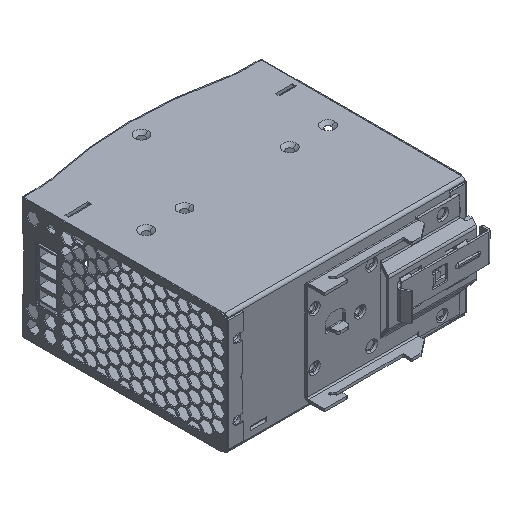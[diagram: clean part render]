
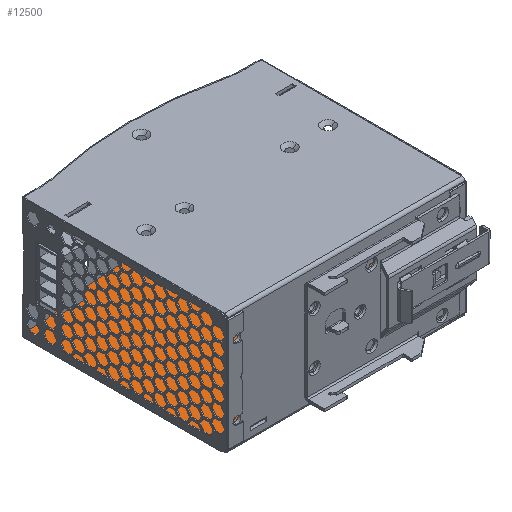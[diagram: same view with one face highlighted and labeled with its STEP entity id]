
A CAD part, isometric view. The second image highlights one B-rep face of the part: STEP entity #12500.
In plain terms, the highlighted planar face has unit normal (0, 0, 1).
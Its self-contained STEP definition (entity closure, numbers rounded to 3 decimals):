
#270 = VECTOR ( 'NONE', #30096, 1000. ) ;
#1254 = DIRECTION ( 'NONE',  ( 0., 0., -1. ) ) ;
#1442 = VECTOR ( 'NONE', #36441, 1000. ) ;
#2279 = EDGE_CURVE ( 'NONE', #21720, #16570, #16877, .T. ) ;
#2382 = DIRECTION ( 'NONE',  ( 0., -1., 0. ) ) ;
#2442 = DIRECTION ( 'NONE',  ( 0., -1., 0. ) ) ;
#4542 = CARTESIAN_POINT ( 'NONE',  ( -116.02, 106.5, -30. ) ) ;
#4926 = LINE ( 'NONE', #9788, #1442 ) ;
#5113 = DIRECTION ( 'NONE',  ( 0., -1., 0. ) ) ;
#5769 = CARTESIAN_POINT ( 'NONE',  ( -62., -83.676, -30. ) ) ;
#6361 = ORIENTED_EDGE ( 'NONE', *, *, #13496, .F. ) ;
#8031 = AXIS2_PLACEMENT_3D ( 'NONE', #28451, #28789, #2442 ) ;
#8996 = VECTOR ( 'NONE', #5113, 1000. ) ;
#9788 = CARTESIAN_POINT ( 'NONE',  ( -124.2, 106.5, -30. ) ) ;
#10737 = EDGE_CURVE ( 'NONE', #34310, #15092, #60881, .T. ) ;
#11441 = AXIS2_PLACEMENT_3D ( 'NONE', #13482, #56117, #2382 ) ;
#12500 = ADVANCED_FACE ( 'NONE', ( #18677, #49219 ), #44009, .T. ) ;
#13386 = VERTEX_POINT ( 'NONE', #44699 ) ;
#13474 = VECTOR ( 'NONE', #18376, 1000. ) ;
#13482 = CARTESIAN_POINT ( 'NONE',  ( -124.2, 1.5, -30. ) ) ;
#13496 = EDGE_CURVE ( 'NONE', #16570, #13386, #14161, .T. ) ;
#14161 = LINE ( 'NONE', #66514, #270 ) ;
#15092 = VERTEX_POINT ( 'NONE', #67816 ) ;
#16570 = VERTEX_POINT ( 'NONE', #28263 ) ;
#16877 = CIRCLE ( 'NONE', #8031, 50. ) ;
#17220 = CARTESIAN_POINT ( 'NONE',  ( -59.5, 107.5, -30. ) ) ;
#17581 = EDGE_CURVE ( 'NONE', #15092, #21720, #44720, .T. ) ;
#17840 = VECTOR ( 'NONE', #42568, 1000. ) ;
#18376 = DIRECTION ( 'NONE',  ( 1., 0., 0. ) ) ;
#18677 = FACE_BOUND ( 'NONE', #35769, .T. ) ;
#21720 = VERTEX_POINT ( 'NONE', #47293 ) ;
#22126 = ORIENTED_EDGE ( 'NONE', *, *, #2279, .F. ) ;
#22394 = DIRECTION ( 'NONE',  ( 0., -1., 0. ) ) ;
#22591 = ORIENTED_EDGE ( 'NONE', *, *, #65934, .F. ) ;
#24244 = LINE ( 'NONE', #61356, #13474 ) ;
#26038 = EDGE_LOOP ( 'NONE', ( #22591, #49662, #49102, #36372, #6361, #22126, #42911, #37073 ) ) ;
#28263 = CARTESIAN_POINT ( 'NONE',  ( -7.98, 106.5, -30. ) ) ;
#28451 = CARTESIAN_POINT ( 'NONE',  ( -7.98, 156.5, -30. ) ) ;
#28789 = DIRECTION ( 'NONE',  ( 0., 0., 1. ) ) ;
#29436 = CARTESIAN_POINT ( 'NONE',  ( 0., 1.5, -30. ) ) ;
#29624 = DIRECTION ( 'NONE',  ( 0., 0., -1. ) ) ;
#30010 = VERTEX_POINT ( 'NONE', #65854 ) ;
#30096 = DIRECTION ( 'NONE',  ( 1., 0., 0. ) ) ;
#30395 = ORIENTED_EDGE ( 'NONE', *, *, #65482, .T. ) ;
#31859 = VERTEX_POINT ( 'NONE', #62644 ) ;
#34310 = VERTEX_POINT ( 'NONE', #4542 ) ;
#35769 = EDGE_LOOP ( 'NONE', ( #57268, #30395 ) ) ;
#36372 = ORIENTED_EDGE ( 'NONE', *, *, #46689, .F. ) ;
#36441 = DIRECTION ( 'NONE',  ( 1., 0., 0. ) ) ;
#36628 = CARTESIAN_POINT ( 'NONE',  ( 0., 1.5, -30. ) ) ;
#37073 = ORIENTED_EDGE ( 'NONE', *, *, #10737, .F. ) ;
#37655 = LINE ( 'NONE', #36628, #8996 ) ;
#38344 = DIRECTION ( 'NONE',  ( -1., 0., 0. ) ) ;
#38639 = AXIS2_PLACEMENT_3D ( 'NONE', #17220, #1254, #38344 ) ;
#40731 = VERTEX_POINT ( 'NONE', #50097 ) ;
#41052 = DIRECTION ( 'NONE',  ( -1., 0., 0. ) ) ;
#42017 = CARTESIAN_POINT ( 'NONE',  ( -116.02, 156.5, -30. ) ) ;
#42162 = DIRECTION ( 'NONE',  ( 0., 0., -1. ) ) ;
#42568 = DIRECTION ( 'NONE',  ( 0., -1., 0. ) ) ;
#42911 = ORIENTED_EDGE ( 'NONE', *, *, #17581, .F. ) ;
#43449 = CIRCLE ( 'NONE', #50079, 1.774 ) ;
#44009 = PLANE ( 'NONE',  #11441 ) ;
#44699 = CARTESIAN_POINT ( 'NONE',  ( 0., 106.5, -30. ) ) ;
#44720 = CIRCLE ( 'NONE', #53577, 196.176 ) ;
#46689 = EDGE_CURVE ( 'NONE', #13386, #56996, #37655, .T. ) ;
#46740 = CARTESIAN_POINT ( 'NONE',  ( -124.2, 1.5, -30. ) ) ;
#47293 = CARTESIAN_POINT ( 'NONE',  ( -18.952, 107.719, -30. ) ) ;
#47473 = CIRCLE ( 'NONE', #38639, 1.774 ) ;
#47575 = AXIS2_PLACEMENT_3D ( 'NONE', #42017, #63181, #67021 ) ;
#48037 = EDGE_CURVE ( 'NONE', #30010, #40731, #58842, .T. ) ;
#49102 = ORIENTED_EDGE ( 'NONE', *, *, #64533, .T. ) ;
#49219 = FACE_OUTER_BOUND ( 'NONE', #26038, .T. ) ;
#49662 = ORIENTED_EDGE ( 'NONE', *, *, #48037, .T. ) ;
#50079 = AXIS2_PLACEMENT_3D ( 'NONE', #61525, #29624, #41052 ) ;
#50097 = CARTESIAN_POINT ( 'NONE',  ( -124.2, 1.5, -30. ) ) ;
#53035 = VERTEX_POINT ( 'NONE', #56175 ) ;
#53577 = AXIS2_PLACEMENT_3D ( 'NONE', #5769, #42162, #22394 ) ;
#56117 = DIRECTION ( 'NONE',  ( 0., 0., 1. ) ) ;
#56175 = CARTESIAN_POINT ( 'NONE',  ( -61.274, 107.5, -30. ) ) ;
#56996 = VERTEX_POINT ( 'NONE', #29436 ) ;
#57268 = ORIENTED_EDGE ( 'NONE', *, *, #60365, .T. ) ;
#58842 = LINE ( 'NONE', #46740, #17840 ) ;
#60365 = EDGE_CURVE ( 'NONE', #53035, #31859, #47473, .T. ) ;
#60881 = CIRCLE ( 'NONE', #47575, 50. ) ;
#61356 = CARTESIAN_POINT ( 'NONE',  ( -124.2, 1.5, -30. ) ) ;
#61525 = CARTESIAN_POINT ( 'NONE',  ( -59.5, 107.5, -30. ) ) ;
#62644 = CARTESIAN_POINT ( 'NONE',  ( -57.726, 107.5, -30. ) ) ;
#63181 = DIRECTION ( 'NONE',  ( 0., 0., 1. ) ) ;
#64533 = EDGE_CURVE ( 'NONE', #40731, #56996, #24244, .T. ) ;
#65482 = EDGE_CURVE ( 'NONE', #31859, #53035, #43449, .T. ) ;
#65854 = CARTESIAN_POINT ( 'NONE',  ( -124.2, 106.5, -30. ) ) ;
#65934 = EDGE_CURVE ( 'NONE', #30010, #34310, #4926, .T. ) ;
#66514 = CARTESIAN_POINT ( 'NONE',  ( -124.2, 106.5, -30. ) ) ;
#67021 = DIRECTION ( 'NONE',  ( 0., -1., 0. ) ) ;
#67816 = CARTESIAN_POINT ( 'NONE',  ( -105.048, 107.719, -30. ) ) ;
